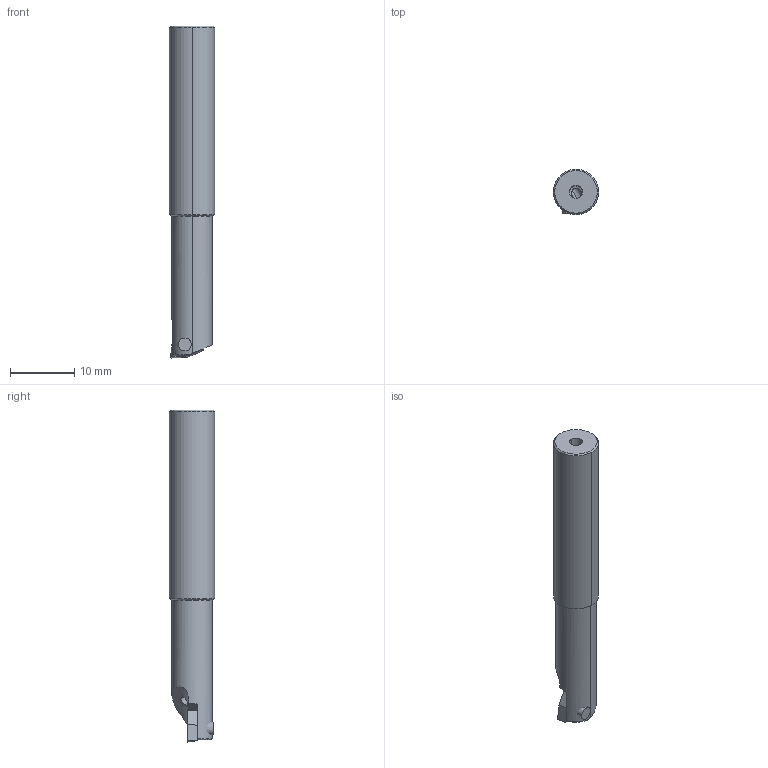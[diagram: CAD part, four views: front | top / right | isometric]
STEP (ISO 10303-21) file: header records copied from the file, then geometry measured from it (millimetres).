
FILE_DESCRIPTION(('no description'),'unknown implementation level');
FILE_NAME('8C4D58EE-A768-45E2-9245-9C0D86B1EAB7_export.stp',' ',('CIMSOURCE GmbH'),('CADClick - KiM GmbH - www.kimweb.de'),'unknown preprocess','ACIS','unknown authorization');
FILE_SCHEMA(('automotive_design'));
Length unit declared in the file: millimetre
Products named in the file (3): 615.506 Kaiser E7 WC02 X D7 X 52HM|694.101 Kaiser ETL M2x3.6 T6 IP 10S;Kreismuster1; 615.506 Kaiser E7 WC02 X D7 X 52HM|655.603 Kaiser WCGT 020102 K10C;Schnitt-Rotation1; 615.506 Kaiser E7 WC02 X D7 X 52HM|615.506 Kaiser E7 WC02 X D7 X 52HM;Fase1
Bounding box: 7 x 7 x 51.5 mm (x, y, z)
Volume: 1579.2 mm3; surface area: 1487.8 mm2
Topology: 3 solids, 3 shells, 85 faces, 214 edges, 135 vertices
Faces by surface type: cylinder 38, plane 22, cone 18, torus 7
Entity records: 5355 total; most frequent: CARTESIAN_POINT 733, DIRECTION 490, STYLED_ITEM 437, PRESENTATION_STYLE_ASSIGNMENT 437, COLOUR_RGB 437, ORIENTED_EDGE 428, EDGE_CURVE 214, CURVE_STYLE 214
